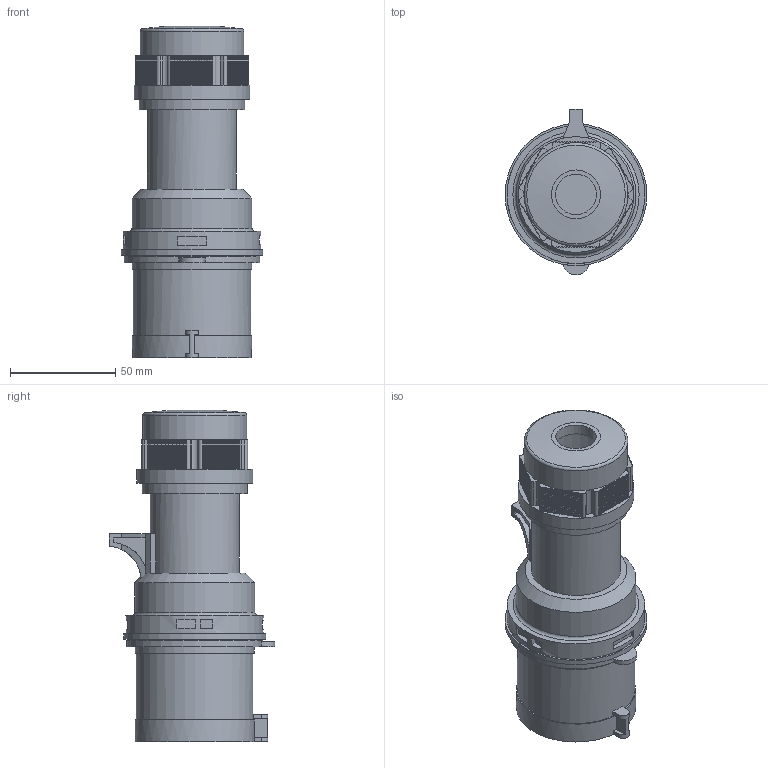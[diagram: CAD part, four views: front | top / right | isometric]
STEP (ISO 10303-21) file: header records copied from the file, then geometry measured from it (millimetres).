
FILE_DESCRIPTION(/* description */ (''),/* implementation_level */ '2;1');
FILE_NAME(/* name */ '017体.stp',/* time_stamp */ '2024-03-31T21:38:42+08:00',/* author */ (''),/* organization */ (''),/* preprocessor_version */ 'ST-DEVELOPER v16',/* originating_system */ 'SIEMENS PLM Software NX 10.0',/* authorisation */ '');
FILE_SCHEMA (('AUTOMOTIVE_DESIGN { 1 0 10303 214 3 1 1 1 }'));
Length unit declared in the file: millimetre
Products named in the file (1): 017体
Bounding box: 67.4 x 78.74 x 157.65 mm (x, y, z)
Volume: 209291.9 mm3; surface area: 56016 mm2
Topology: 6 solids, 6 shells, 477 faces, 1327 edges, 883 vertices
Faces by surface type: plane 421, cylinder 48, bspline 4, cone 2, torus 2
Full cylindrical faces by diameter (mm): 6 x6, 8 x4, 19.305 x1, 42.3 x1, 42.64 x1, 49.27 x1, 50.05 x1, 51 x1, 54.99 x1, 55.8 x1, 56.7 x1, 57 x1, 62.955 x1, 64.45 x1, 65.45 x1, 67.4 x1
Entity records: 14940 total; most frequent: CARTESIAN_POINT 2752, ORIENTED_EDGE 2562, DIRECTION 2353, EDGE_CURVE 1281, LINE 1147, VECTOR 1147, VERTEX_POINT 870, AXIS2_PLACEMENT_3D 603
